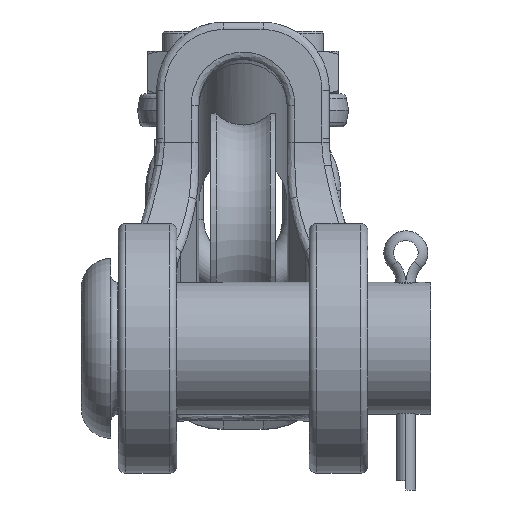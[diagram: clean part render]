
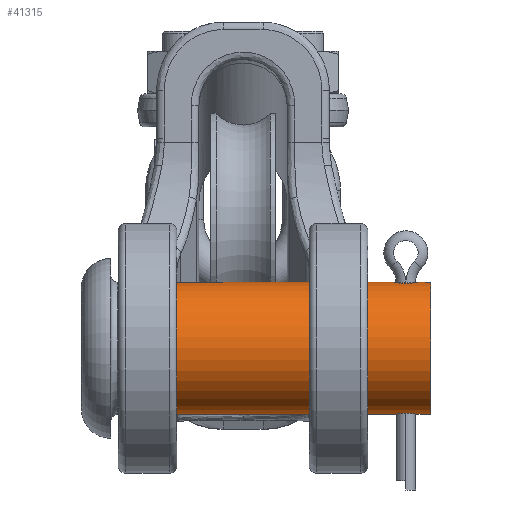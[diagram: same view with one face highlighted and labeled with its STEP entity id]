
A CAD part, front view. The second image highlights one B-rep face of the part: STEP entity #41315.
In plain terms, the highlighted cylindrical face has radius 28.575 mm (diameter 57.15 mm), a partial arc.
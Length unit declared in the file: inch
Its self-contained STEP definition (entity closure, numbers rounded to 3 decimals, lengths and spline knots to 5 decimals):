
#41032=CARTESIAN_POINT('',(2.975,0.,1.125));
#41033=CARTESIAN_POINT('',(2.975,-0.00737,1.125));
#41034=CARTESIAN_POINT('',(2.97421,-0.02203,
1.12486));
#41035=CARTESIAN_POINT('',(2.97065,-0.04393,
1.12421));
#41036=CARTESIAN_POINT('',(2.96476,-0.06526,
1.12317));
#41037=CARTESIAN_POINT('',(2.95654,-0.08598,
1.12177));
#41038=CARTESIAN_POINT('',(2.94616,-0.10563,
1.12008));
#41039=CARTESIAN_POINT('',(2.93361,-0.12419,
1.11817));
#41040=CARTESIAN_POINT('',(2.91916,-0.14122,
1.11614));
#41041=CARTESIAN_POINT('',(2.90288,-0.15664,
1.11407));
#41042=CARTESIAN_POINT('',(2.88508,-0.17014,
1.11208));
#41043=CARTESIAN_POINT('',(2.86593,-0.18163,
1.11026));
#41044=CARTESIAN_POINT('',(2.84568,-0.19095,
1.10869));
#41045=CARTESIAN_POINT('',(2.82467,-0.19799,
1.10745));
#41046=CARTESIAN_POINT('',(2.80299,-0.20273,
1.10658));
#41047=CARTESIAN_POINT('',(2.78108,-0.2051,
1.10615));
#41048=CARTESIAN_POINT('',(2.75893,-0.2051,
1.10615));
#41049=CARTESIAN_POINT('',(2.73701,-0.20273,
1.10658));
#41050=CARTESIAN_POINT('',(2.71533,-0.19799,
1.10745));
#41051=CARTESIAN_POINT('',(2.69432,-0.19095,
1.10869));
#41052=CARTESIAN_POINT('',(2.67407,-0.18163,
1.11026));
#41053=CARTESIAN_POINT('',(2.65492,-0.17014,
1.11208));
#41054=CARTESIAN_POINT('',(2.63712,-0.15664,
1.11407));
#41055=CARTESIAN_POINT('',(2.62084,-0.14122,
1.11614));
#41056=CARTESIAN_POINT('',(2.60639,-0.12419,
1.11817));
#41057=CARTESIAN_POINT('',(2.59384,-0.10563,
1.12008));
#41058=CARTESIAN_POINT('',(2.58346,-0.08598,
1.12177));
#41059=CARTESIAN_POINT('',(2.57524,-0.06526,
1.12317));
#41060=CARTESIAN_POINT('',(2.56935,-0.04393,
1.12421));
#41061=CARTESIAN_POINT('',(2.56579,-0.02203,
1.12486));
#41062=CARTESIAN_POINT('',(2.565,-0.00737,1.125));
#41063=CARTESIAN_POINT('',(2.565,0.,1.125));
#41065=DIRECTION('',(1.,0.,0.));
#41066=VECTOR('',#41065,0.215);
#41067=CARTESIAN_POINT('',(2.975,0.,1.125));
#41068=LINE('',#41067,#41066);
#41069=CARTESIAN_POINT('',(2.565,0.,-1.125));
#41070=CARTESIAN_POINT('',(2.565,-0.00737,-1.125));
#41071=CARTESIAN_POINT('',(2.56579,-0.02203,
-1.12486));
#41072=CARTESIAN_POINT('',(2.56935,-0.04393,
-1.12421));
#41073=CARTESIAN_POINT('',(2.57524,-0.06526,
-1.12317));
#41074=CARTESIAN_POINT('',(2.58346,-0.08598,
-1.12177));
#41075=CARTESIAN_POINT('',(2.59384,-0.10563,
-1.12008));
#41076=CARTESIAN_POINT('',(2.60639,-0.12419,
-1.11817));
#41077=CARTESIAN_POINT('',(2.62084,-0.14122,
-1.11614));
#41078=CARTESIAN_POINT('',(2.63712,-0.15664,
-1.11407));
#41079=CARTESIAN_POINT('',(2.65492,-0.17014,
-1.11208));
#41080=CARTESIAN_POINT('',(2.67407,-0.18163,
-1.11026));
#41081=CARTESIAN_POINT('',(2.69432,-0.19095,
-1.10869));
#41082=CARTESIAN_POINT('',(2.71533,-0.19799,
-1.10745));
#41083=CARTESIAN_POINT('',(2.73701,-0.20273,
-1.10658));
#41084=CARTESIAN_POINT('',(2.75893,-0.2051,
-1.10615));
#41085=CARTESIAN_POINT('',(2.78108,-0.2051,
-1.10615));
#41086=CARTESIAN_POINT('',(2.80299,-0.20273,
-1.10658));
#41087=CARTESIAN_POINT('',(2.82467,-0.19799,
-1.10745));
#41088=CARTESIAN_POINT('',(2.84569,-0.19095,
-1.10869));
#41089=CARTESIAN_POINT('',(2.86593,-0.18163,
-1.11026));
#41090=CARTESIAN_POINT('',(2.88508,-0.17014,
-1.11208));
#41091=CARTESIAN_POINT('',(2.90288,-0.15664,
-1.11407));
#41092=CARTESIAN_POINT('',(2.91916,-0.14122,
-1.11614));
#41093=CARTESIAN_POINT('',(2.93361,-0.12419,
-1.11817));
#41094=CARTESIAN_POINT('',(2.94616,-0.10563,
-1.12008));
#41095=CARTESIAN_POINT('',(2.95654,-0.08598,
-1.12177));
#41096=CARTESIAN_POINT('',(2.96476,-0.06526,
-1.12317));
#41097=CARTESIAN_POINT('',(2.97065,-0.04393,
-1.12421));
#41098=CARTESIAN_POINT('',(2.97421,-0.02203,
-1.12486));
#41099=CARTESIAN_POINT('',(2.975,-0.00737,-1.125));
#41100=CARTESIAN_POINT('',(2.975,0.,-1.125));
#41102=DIRECTION('',(1.,0.,0.));
#41103=VECTOR('',#41102,4.695);
#41104=CARTESIAN_POINT('',(-2.13,0.,1.125));
#41105=LINE('',#41104,#41103);
#41106=CARTESIAN_POINT('',(2.975,0.,-1.125));
#41137=CARTESIAN_POINT('',(2.565,0.,-1.125));
#41139=DIRECTION('',(1.,0.,0.));
#41140=VECTOR('',#41139,0.215);
#41141=CARTESIAN_POINT('',(2.975,0.,-1.125));
#41142=LINE('',#41141,#41140);
#41143=CARTESIAN_POINT('',(2.565,0.,1.125));
#41174=CARTESIAN_POINT('',(2.975,0.,1.125));
#41176=DIRECTION('',(1.,0.,0.));
#41177=VECTOR('',#41176,4.695);
#41178=CARTESIAN_POINT('',(-2.13,0.,-1.125));
#41179=LINE('',#41178,#41177);
#41189=CARTESIAN_POINT('',(3.19,0.,0.));
#41190=DIRECTION('',(1.,0.,0.));
#41191=DIRECTION('',(0.,0.,1.));
#41192=AXIS2_PLACEMENT_3D('',#41189,#41190,#41191);
#41244=CARTESIAN_POINT('',(-2.13,0.,0.));
#41245=DIRECTION('',(1.,0.,0.));
#41246=DIRECTION('',(0.,0.,1.));
#41247=AXIS2_PLACEMENT_3D('',#41244,#41245,#41246);
#41254=CARTESIAN_POINT('',(3.19,0.,-1.125));
#41255=CARTESIAN_POINT('',(3.19,0.,1.125));
#41256=VERTEX_POINT('',#41254);
#41257=VERTEX_POINT('',#41255);
#41270=CARTESIAN_POINT('',(-2.13,0.,-1.125));
#41271=CARTESIAN_POINT('',(-2.13,0.,1.125));
#41272=VERTEX_POINT('',#41270);
#41273=VERTEX_POINT('',#41271);
#41274=VERTEX_POINT('',#41106);
#41275=VERTEX_POINT('',#41137);
#41276=VERTEX_POINT('',#41143);
#41277=VERTEX_POINT('',#41174);
#41294=CARTESIAN_POINT('',(-2.25,0.,0.));
#41295=DIRECTION('',(1.,0.,0.));
#41296=DIRECTION('',(0.,0.,-1.));
#41297=AXIS2_PLACEMENT_3D('',#41294,#41295,#41296);
#41298=CYLINDRICAL_SURFACE('',#41297,1.125);
#41299=ORIENTED_EDGE('',*,*,#41283,.F.);
#41301=ORIENTED_EDGE('',*,*,#41300,.T.);
#41303=ORIENTED_EDGE('',*,*,#41302,.T.);
#41305=ORIENTED_EDGE('',*,*,#41304,.F.);
#41306=ORIENTED_EDGE('',*,*,#41287,.F.);
#41308=ORIENTED_EDGE('',*,*,#41307,.F.);
#41310=ORIENTED_EDGE('',*,*,#41309,.F.);
#41312=ORIENTED_EDGE('',*,*,#41311,.T.);
#41313=EDGE_LOOP('',(#41299,#41301,#41303,#41305,#41306,#41308,#41310,#41312));
#41314=FACE_OUTER_BOUND('',#41313,.F.);
#41315=ADVANCED_FACE('',(#41314),#41298,.T.);
#41064=B_SPLINE_CURVE_WITH_KNOTS('',3,(#41032,#41033,#41034,#41035,#41036,
#41037,#41038,#41039,#41040,#41041,#41042,#41043,#41044,#41045,#41046,#41047,
#41048,#41049,#41050,#41051,#41052,#41053,#41054,#41055,#41056,#41057,#41058,
#41059,#41060,#41061,#41062,#41063),.UNSPECIFIED.,.F.,.F.,(4,1,1,1,1,1,1,1,1,1,
1,1,1,1,1,1,1,1,1,1,1,1,1,1,1,1,1,1,1,4),(0.,0.03448,
0.06897,0.10345,0.13793,0.17241,
0.2069,0.24138,0.27586,0.31034,
0.34483,0.37931,0.41379,0.44828,
0.48276,0.51724,0.55172,0.58621,
0.62069,0.65517,0.68966,0.72414,
0.75862,0.7931,0.82759,0.86207,
0.89655,0.93103,0.96552,1.),.UNSPECIFIED.);
#41101=B_SPLINE_CURVE_WITH_KNOTS('',3,(#41069,#41070,#41071,#41072,#41073,
#41074,#41075,#41076,#41077,#41078,#41079,#41080,#41081,#41082,#41083,#41084,
#41085,#41086,#41087,#41088,#41089,#41090,#41091,#41092,#41093,#41094,#41095,
#41096,#41097,#41098,#41099,#41100),.UNSPECIFIED.,.F.,.F.,(4,1,1,1,1,1,1,1,1,1,
1,1,1,1,1,1,1,1,1,1,1,1,1,1,1,1,1,1,1,4),(0.,0.03448,
0.06897,0.10345,0.13793,0.17241,
0.2069,0.24138,0.27586,0.31034,
0.34483,0.37931,0.41379,0.44828,
0.48276,0.51724,0.55172,0.58621,
0.62069,0.65517,0.68966,0.72414,
0.75862,0.7931,0.82759,0.86207,
0.89655,0.93103,0.96552,1.),.UNSPECIFIED.);
#41193=CIRCLE('',#41192,1.125);
#41248=CIRCLE('',#41247,1.125);
#41283=EDGE_CURVE('',#41277,#41276,#41064,.T.);
#41287=EDGE_CURVE('',#41275,#41274,#41101,.T.);
#41300=EDGE_CURVE('',#41277,#41257,#41068,.T.);
#41302=EDGE_CURVE('',#41257,#41256,#41193,.T.);
#41304=EDGE_CURVE('',#41274,#41256,#41142,.T.);
#41307=EDGE_CURVE('',#41272,#41275,#41179,.T.);
#41309=EDGE_CURVE('',#41273,#41272,#41248,.T.);
#41311=EDGE_CURVE('',#41273,#41276,#41105,.T.);
